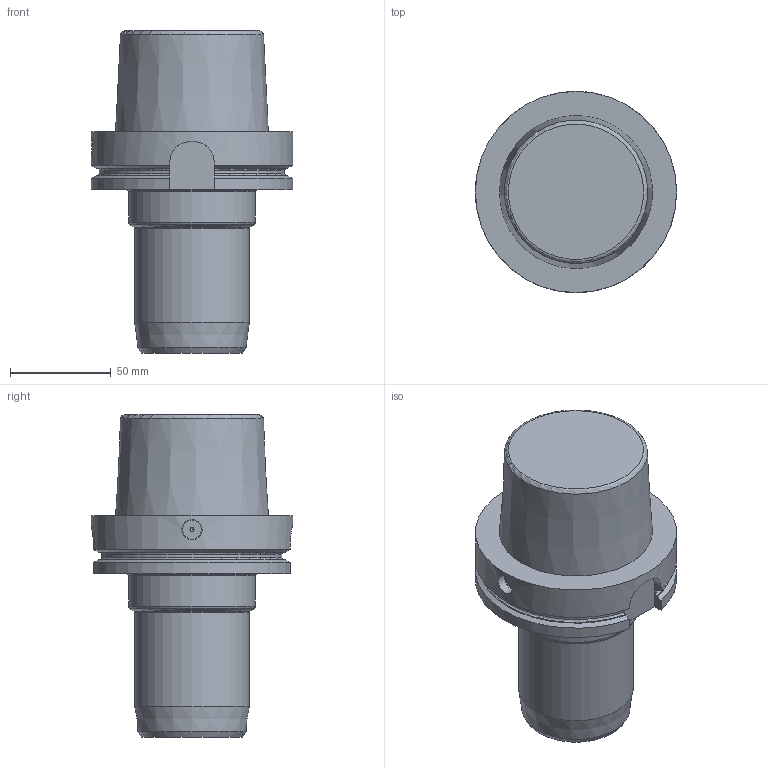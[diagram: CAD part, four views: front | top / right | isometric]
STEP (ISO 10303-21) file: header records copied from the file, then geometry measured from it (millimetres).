
FILE_DESCRIPTION(/* description */ (''),/* implementation_level */ '2;1');
FILE_NAME(/* name */ 'HSKA100-HC25-110_Basic.stp',/* time_stamp */ '2022-06-27T13:32:02+05:00',/* author */ (''),/* organization */ (''),/* preprocessor_version */ 'ST-DEVELOPER v16.7',/* originating_system */ 'SIEMENS PLM Software NX 12.0',/* authorisation */ '');
FILE_SCHEMA (('AUTOMOTIVE_DESIGN { 1 0 10303 214 3 1 1 1 }'));
Length unit declared in the file: millimetre
Products named in the file (1): inpu4850158A48mz
Bounding box: 100 x 100 x 160 mm (x, y, z)
Volume: 615077.4 mm3; surface area: 55759 mm2
Topology: 1 solids, 1 shells, 62 faces, 164 edges, 111 vertices
Faces by surface type: plane 21, torus 15, cylinder 15, cone 11
Full cylindrical faces by diameter (mm): 10 x1, 25 x1, 57 x1, 63 x1, 100 x1
Entity records: 2052 total; most frequent: CARTESIAN_POINT 594, DIRECTION 291, ORIENTED_EDGE 268, EDGE_CURVE 134, AXIS2_PLACEMENT_3D 120, VERTEX_POINT 98, EDGE_LOOP 85, ADVANCED_FACE 62
